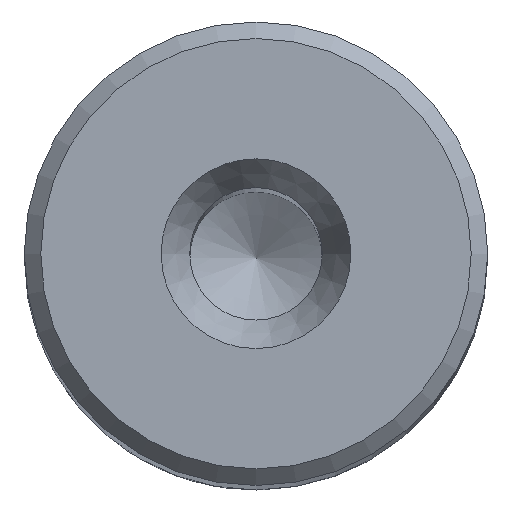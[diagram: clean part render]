
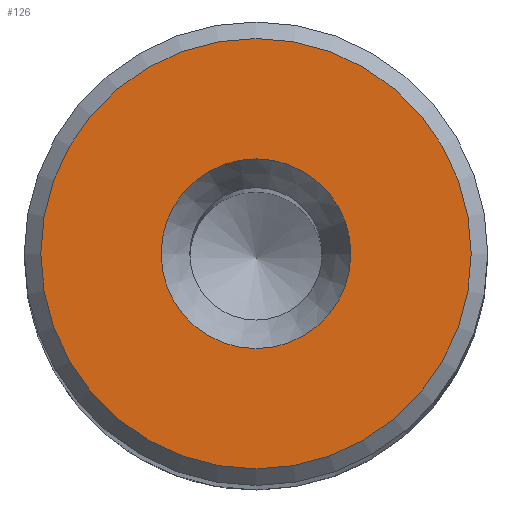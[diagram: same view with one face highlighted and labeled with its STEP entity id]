
A CAD part, top view. The second image highlights one B-rep face of the part: STEP entity #126.
In plain terms, the highlighted planar face has unit normal (0, 0, 1).
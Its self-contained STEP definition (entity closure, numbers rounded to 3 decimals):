
#46=PLANE('',#722);
#126=ADVANCED_FACE('',(#275,#276),#46,.F.);
#275=FACE_BOUND('',#378,.T.);
#276=FACE_BOUND('',#379,.T.);
#378=EDGE_LOOP('',(#480));
#379=EDGE_LOOP('',(#481));
#480=ORIENTED_EDGE('',*,*,#610,.T.);
#481=ORIENTED_EDGE('',*,*,#611,.T.);
#558=VERTEX_POINT('',#1286);
#559=VERTEX_POINT('',#1288);
#610=EDGE_CURVE('',#558,#558,#657,.T.);
#611=EDGE_CURVE('',#559,#559,#658,.T.);
#657=CIRCLE('',#720,6.5);
#658=CIRCLE('',#721,2.866);
#720=AXIS2_PLACEMENT_3D('',#1285,#878,#879);
#721=AXIS2_PLACEMENT_3D('',#1287,#880,#881);
#722=AXIS2_PLACEMENT_3D('',#1289,#882,#883);
#878=DIRECTION('',(0.,0.,1.));
#879=DIRECTION('',(-1.,0.,0.));
#880=DIRECTION('',(0.,0.,-1.));
#881=DIRECTION('',(-1.,0.,0.));
#882=DIRECTION('',(0.,0.,-1.));
#883=DIRECTION('',(-1.,0.,0.));
#1285=CARTESIAN_POINT('',(0.,0.,70.));
#1286=CARTESIAN_POINT('',(-6.5,0.,70.));
#1287=CARTESIAN_POINT('',(0.,0.,70.));
#1288=CARTESIAN_POINT('',(-2.866,0.,70.));
#1289=CARTESIAN_POINT('',(7.,0.,70.));
